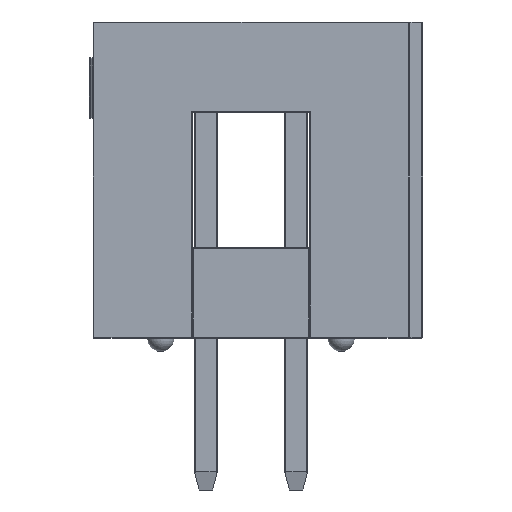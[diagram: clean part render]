
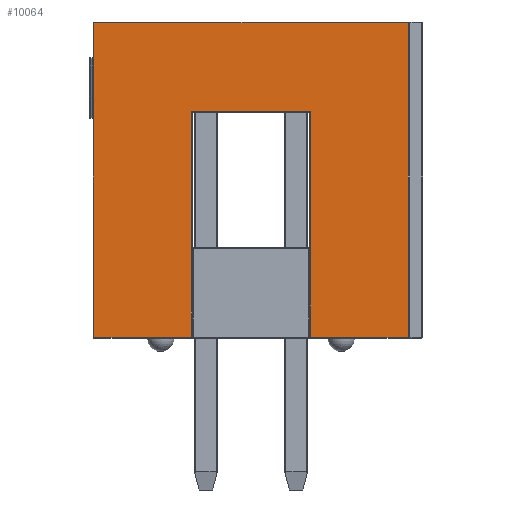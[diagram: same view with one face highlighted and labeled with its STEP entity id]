
A CAD part, left-side view. The second image highlights one B-rep face of the part: STEP entity #10064.
In plain terms, the highlighted planar face has unit normal (-1, 0, 0).
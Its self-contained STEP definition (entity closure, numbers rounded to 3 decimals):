
#734=CIRCLE('',#10797,0.051);
#876=PLANE('',#10959);
#1372=FACE_OUTER_BOUND('',#1985,.T.);
#1985=EDGE_LOOP('',(#8036,#8037,#8038,#8039,#8040,#8041,#8042,#8043,#8044));
#2467=LINE('',#14883,#3492);
#2484=LINE('',#15109,#3509);
#2488=LINE('',#15133,#3513);
#2519=LINE('',#15285,#3544);
#2521=LINE('',#15288,#3546);
#2526=LINE('',#15296,#3551);
#2529=LINE('',#15300,#3554);
#2581=LINE('',#15378,#3606);
#3492=VECTOR('',#11918,10.);
#3509=VECTOR('',#12067,10.);
#3513=VECTOR('',#12095,10.);
#3544=VECTOR('',#12276,10.);
#3546=VECTOR('',#12280,10.);
#3551=VECTOR('',#12291,10.);
#3554=VECTOR('',#12296,10.);
#3606=VECTOR('',#12400,10.);
#4601=VERTEX_POINT('',#14523);
#4638=VERTEX_POINT('',#14740);
#4657=VERTEX_POINT('',#14882);
#4702=VERTEX_POINT('',#15102);
#4711=VERTEX_POINT('',#15127);
#4712=VERTEX_POINT('',#15129);
#4737=VERTEX_POINT('',#15201);
#4738=VERTEX_POINT('',#15205);
#4751=VERTEX_POINT('',#15249);
#5642=EDGE_CURVE('',#4601,#4657,#2467,.T.);
#5707=EDGE_CURVE('',#4702,#4638,#2484,.T.);
#5717=EDGE_CURVE('',#4711,#4712,#734,.T.);
#5719=EDGE_CURVE('',#4657,#4711,#2488,.T.);
#5796=EDGE_CURVE('',#4738,#4751,#2519,.T.);
#5798=EDGE_CURVE('',#4751,#4737,#2521,.T.);
#5803=EDGE_CURVE('',#4712,#4738,#2526,.T.);
#5806=EDGE_CURVE('',#4737,#4702,#2529,.T.);
#5858=EDGE_CURVE('',#4638,#4601,#2581,.T.);
#8036=ORIENTED_EDGE('',*,*,#5796,.F.);
#8037=ORIENTED_EDGE('',*,*,#5803,.F.);
#8038=ORIENTED_EDGE('',*,*,#5717,.F.);
#8039=ORIENTED_EDGE('',*,*,#5719,.F.);
#8040=ORIENTED_EDGE('',*,*,#5642,.F.);
#8041=ORIENTED_EDGE('',*,*,#5858,.F.);
#8042=ORIENTED_EDGE('',*,*,#5707,.F.);
#8043=ORIENTED_EDGE('',*,*,#5806,.F.);
#8044=ORIENTED_EDGE('',*,*,#5798,.F.);
#10064=ADVANCED_FACE('',(#1372),#876,.T.);
#10797=AXIS2_PLACEMENT_3D('',#15130,#12089,#12090);
#10959=AXIS2_PLACEMENT_3D('',#15840,#12737,#12738);
#11918=DIRECTION('',(0.,0.,1.));
#12067=DIRECTION('',(0.,0.,-1.));
#12089=DIRECTION('center_axis',(-1.,0.,0.));
#12090=DIRECTION('ref_axis',(0.,0.707,0.707));
#12095=DIRECTION('',(0.,1.,0.));
#12276=DIRECTION('',(0.,1.,0.));
#12280=DIRECTION('',(0.,0.,1.));
#12291=DIRECTION('',(0.,0.,-1.));
#12296=DIRECTION('',(0.,-1.,0.));
#12400=DIRECTION('',(0.,1.,0.));
#12737=DIRECTION('center_axis',(-1.,0.,0.));
#12738=DIRECTION('ref_axis',(0.,-1.,0.));
#14523=CARTESIAN_POINT('',(-29.845,-1.676,0.025));
#14740=CARTESIAN_POINT('',(-29.845,-4.42,0.025));
#14882=CARTESIAN_POINT('',(-29.845,-1.676,6.375));
#14883=CARTESIAN_POINT('',(-29.845,-1.676,3.175));
#15102=CARTESIAN_POINT('',(-29.845,-4.42,8.865));
#15109=CARTESIAN_POINT('',(-29.845,-4.42,0.));
#15127=CARTESIAN_POINT('',(-29.845,1.626,6.375));
#15129=CARTESIAN_POINT('',(-29.845,1.676,6.325));
#15130=CARTESIAN_POINT('Origin',(-29.845,1.626,6.325));
#15133=CARTESIAN_POINT('',(-29.845,3.048,6.375));
#15201=CARTESIAN_POINT('',(-29.845,4.42,8.865));
#15205=CARTESIAN_POINT('',(-29.845,1.676,0.025));
#15249=CARTESIAN_POINT('',(-29.845,4.42,0.025));
#15285=CARTESIAN_POINT('',(-29.845,2.223,0.025));
#15288=CARTESIAN_POINT('',(-29.845,4.42,0.));
#15296=CARTESIAN_POINT('',(-29.845,1.676,0.));
#15300=CARTESIAN_POINT('',(-29.845,2.223,8.865));
#15378=CARTESIAN_POINT('',(-29.845,2.223,0.025));
#15840=CARTESIAN_POINT('Origin',(-29.845,4.445,0.));
